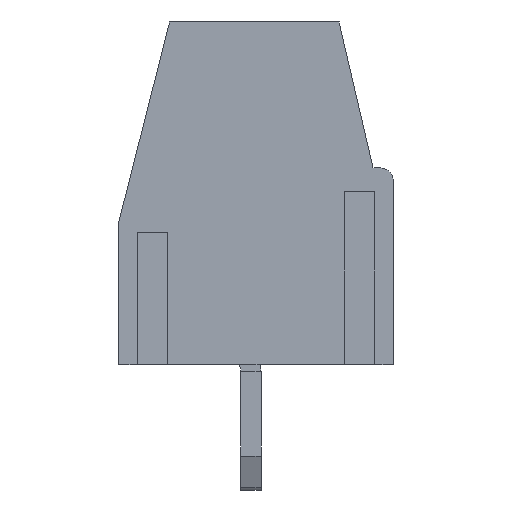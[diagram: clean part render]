
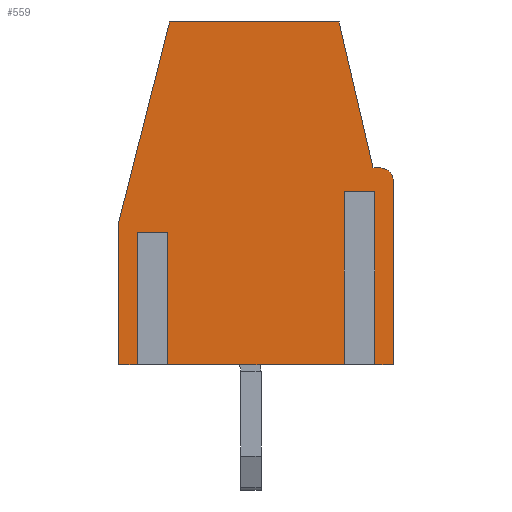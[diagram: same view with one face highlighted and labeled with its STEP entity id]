
A CAD part, left-side view. The second image highlights one B-rep face of the part: STEP entity #559.
In plain terms, the highlighted planar face has unit normal (-1, 0, 0).
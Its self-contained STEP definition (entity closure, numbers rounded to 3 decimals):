
#559=ADVANCED_FACE('',(#2397),#2399,.T.);
#2397=FACE_BOUND('',#2398,.T.);
#2398=EDGE_LOOP('',(#3868,#3869,#3870,#3871,#3872,#3873,#3874,#3875,#3876,#3877,
#3878,#3879,#3880,#3881,#3882,#3883));
#2399=PLANE('',#2400);
#2400=AXIS2_PLACEMENT_3D('',#2401,#2402,#2403);
#2401=CARTESIAN_POINT('',(-2.5,0.,0.));
#2402=DIRECTION('',(-1.,0.,0.));
#2403=DIRECTION('',(0.,0.,-1.));
#3868=ORIENTED_EDGE('',*,*,#4898,.F.);
#3869=ORIENTED_EDGE('',*,*,#4899,.F.);
#3870=ORIENTED_EDGE('',*,*,#4900,.F.);
#3871=ORIENTED_EDGE('',*,*,#4901,.T.);
#3872=ORIENTED_EDGE('',*,*,#4902,.T.);
#3873=ORIENTED_EDGE('',*,*,#4903,.T.);
#3874=ORIENTED_EDGE('',*,*,#4904,.T.);
#3875=ORIENTED_EDGE('',*,*,#4905,.T.);
#3876=ORIENTED_EDGE('',*,*,#4828,.T.);
#3877=ORIENTED_EDGE('',*,*,#4891,.T.);
#3878=ORIENTED_EDGE('',*,*,#4906,.T.);
#3879=ORIENTED_EDGE('',*,*,#4907,.T.);
#3880=ORIENTED_EDGE('',*,*,#4908,.F.);
#3881=ORIENTED_EDGE('',*,*,#4909,.F.);
#3882=ORIENTED_EDGE('',*,*,#4910,.F.);
#3883=ORIENTED_EDGE('',*,*,#4911,.T.);
#4828=EDGE_CURVE('',#5378,#5376,#5379,.T.);
#4891=EDGE_CURVE('',#5376,#5493,#5495,.T.);
#4898=EDGE_CURVE('',#5507,#5508,#5509,.T.);
#4899=EDGE_CURVE('',#5510,#5507,#5511,.F.);
#4900=EDGE_CURVE('',#5512,#5510,#5513,.T.);
#4901=EDGE_CURVE('',#5512,#5514,#5515,.T.);
#4902=EDGE_CURVE('',#5514,#5516,#5517,.T.);
#4903=EDGE_CURVE('',#5516,#5518,#5519,.T.);
#4904=EDGE_CURVE('',#5518,#5520,#5521,.T.);
#4905=EDGE_CURVE('',#5520,#5378,#5522,.T.);
#4906=EDGE_CURVE('',#5493,#5523,#5524,.T.);
#4907=EDGE_CURVE('',#5523,#5525,#5526,.T.);
#4908=EDGE_CURVE('',#5527,#5525,#5528,.T.);
#4909=EDGE_CURVE('',#5529,#5527,#5530,.F.);
#4910=EDGE_CURVE('',#5531,#5529,#5532,.T.);
#4911=EDGE_CURVE('',#5531,#5508,#5533,.T.);
#5376=VERTEX_POINT('',#6268);
#5378=VERTEX_POINT('',#6272);
#5379=LINE('',#6273,#6274);
#5493=VERTEX_POINT('',#6519);
#5495=LINE('',#6523,#6524);
#5507=VERTEX_POINT('',#6549);
#5508=VERTEX_POINT('',#6550);
#5509=LINE('',#6551,#6552);
#5510=VERTEX_POINT('',#6554);
#5511=LINE('',#6555,#6556);
#5512=VERTEX_POINT('',#6558);
#5513=LINE('',#6559,#6560);
#5514=VERTEX_POINT('',#6562);
#5515=LINE('',#6563,#6564);
#5516=VERTEX_POINT('',#6566);
#5517=LINE('',#6567,#6568);
#5518=VERTEX_POINT('',#6570);
#5519=CIRCLE('',#6571,0.4);
#5520=VERTEX_POINT('',#6575);
#5521=LINE('',#6576,#6577);
#5522=LINE('',#6579,#6580);
#5523=VERTEX_POINT('',#6582);
#5524=LINE('',#6583,#6584);
#5525=VERTEX_POINT('',#6586);
#5526=LINE('',#6587,#6588);
#5527=VERTEX_POINT('',#6590);
#5528=LINE('',#6591,#6592);
#5529=VERTEX_POINT('',#6594);
#5530=LINE('',#6595,#6596);
#5531=VERTEX_POINT('',#6598);
#5532=LINE('',#6599,#6600);
#5533=LINE('',#6602,#6603);
#6268=CARTESIAN_POINT('',(-2.5,2.4,10.1));
#6272=CARTESIAN_POINT('',(-2.5,-2.6,10.1));
#6273=CARTESIAN_POINT('',(-2.5,-2.6,10.1));
#6274=VECTOR('',#6275,1.);
#6275=DIRECTION('',(0.,1.,0.));
#6519=CARTESIAN_POINT('',(-2.5,3.9,4.2));
#6523=CARTESIAN_POINT('',(-2.5,2.4,10.1));
#6524=VECTOR('',#6525,1.);
#6525=DIRECTION('',(0.,0.246,-0.969));
#6549=CARTESIAN_POINT('',(-2.5,-2.9,5.1));
#6550=CARTESIAN_POINT('',(-2.5,-2.9,0.));
#6551=CARTESIAN_POINT('',(-2.5,-2.9,5.1));
#6552=VECTOR('',#6553,1.);
#6553=DIRECTION('',(0.,0.,-1.));
#6554=CARTESIAN_POINT('',(-2.5,-3.5,5.1));
#6555=CARTESIAN_POINT('',(-2.5,-2.9,5.1));
#6556=VECTOR('',#6557,1.);
#6557=DIRECTION('',(0.,-1.,0.));
#6558=CARTESIAN_POINT('',(-2.5,-3.5,0.));
#6559=CARTESIAN_POINT('',(-2.5,-3.5,0.));
#6560=VECTOR('',#6561,1.);
#6561=DIRECTION('',(0.,0.,1.));
#6562=CARTESIAN_POINT('',(-2.5,-4.2,0.));
#6563=CARTESIAN_POINT('',(-2.5,-3.5,0.));
#6564=VECTOR('',#6565,1.);
#6565=DIRECTION('',(0.,-1.,0.));
#6566=CARTESIAN_POINT('',(-2.5,-4.2,5.4));
#6567=CARTESIAN_POINT('',(-2.5,-4.2,0.));
#6568=VECTOR('',#6569,1.);
#6569=DIRECTION('',(0.,0.,1.));
#6570=CARTESIAN_POINT('',(-2.5,-3.8,5.8));
#6571=AXIS2_PLACEMENT_3D('',#6572,#6573,#6574);
#6572=CARTESIAN_POINT('',(-2.5,-3.8,5.4));
#6573=DIRECTION('',(-1.,-0.,-0.));
#6574=DIRECTION('',(0.,-1.,0.));
#6575=CARTESIAN_POINT('',(-2.5,-3.6,5.8));
#6576=CARTESIAN_POINT('',(-2.5,-3.8,5.8));
#6577=VECTOR('',#6578,1.);
#6578=DIRECTION('',(0.,1.,0.));
#6579=CARTESIAN_POINT('',(-2.5,-3.6,5.8));
#6580=VECTOR('',#6581,1.);
#6581=DIRECTION('',(0.,0.227,0.974));
#6582=CARTESIAN_POINT('',(-2.5,3.9,0.));
#6583=CARTESIAN_POINT('',(-2.5,3.9,4.2));
#6584=VECTOR('',#6585,1.);
#6585=DIRECTION('',(0.,0.,-1.));
#6586=CARTESIAN_POINT('',(-2.5,3.2,0.));
#6587=CARTESIAN_POINT('',(-2.5,3.9,0.));
#6588=VECTOR('',#6589,1.);
#6589=DIRECTION('',(0.,-1.,0.));
#6590=CARTESIAN_POINT('',(-2.5,3.2,3.9));
#6591=CARTESIAN_POINT('',(-2.5,3.2,3.9));
#6592=VECTOR('',#6593,1.);
#6593=DIRECTION('',(0.,0.,-1.));
#6594=CARTESIAN_POINT('',(-2.5,2.6,3.9));
#6595=CARTESIAN_POINT('',(-2.5,3.2,3.9));
#6596=VECTOR('',#6597,1.);
#6597=DIRECTION('',(0.,-1.,0.));
#6598=CARTESIAN_POINT('',(-2.5,2.6,0.));
#6599=CARTESIAN_POINT('',(-2.5,2.6,0.));
#6600=VECTOR('',#6601,1.);
#6601=DIRECTION('',(0.,0.,1.));
#6602=CARTESIAN_POINT('',(-2.5,2.6,0.));
#6603=VECTOR('',#6604,1.);
#6604=DIRECTION('',(0.,-1.,0.));
